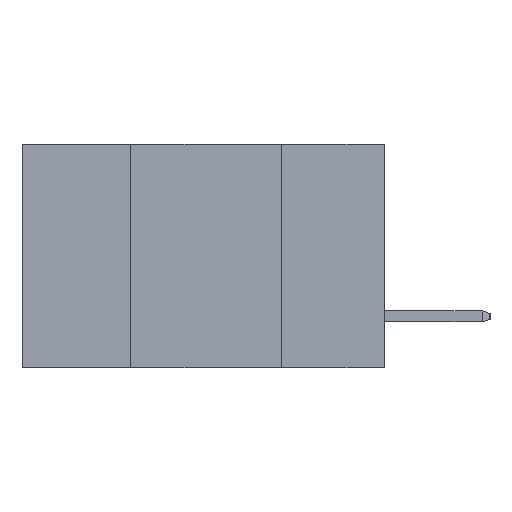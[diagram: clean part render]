
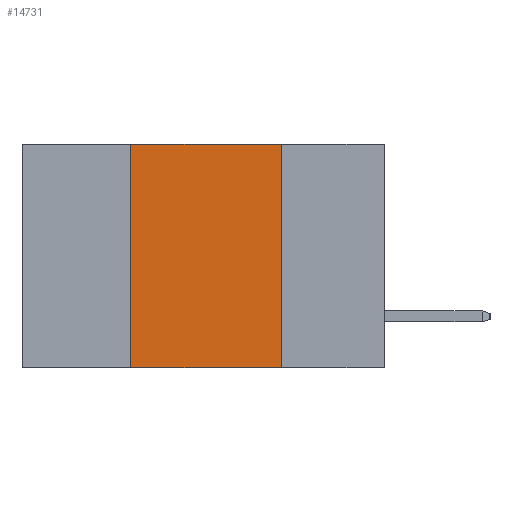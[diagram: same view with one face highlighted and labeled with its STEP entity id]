
A CAD part, left-side view. The second image highlights one B-rep face of the part: STEP entity #14731.
In plain terms, the highlighted planar face has unit normal (-1, 0, 0).
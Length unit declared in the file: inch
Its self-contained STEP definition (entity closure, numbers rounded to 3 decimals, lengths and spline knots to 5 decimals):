
#455 = LINE ( 'NONE', #14939, #6523 ) ;
#580 = VERTEX_POINT ( 'NONE', #16017 ) ;
#1017 = DIRECTION ( 'NONE',  ( 0., 0., -1. ) ) ;
#1367 = VERTEX_POINT ( 'NONE', #13358 ) ;
#1562 = DIRECTION ( 'NONE',  ( 0., 0., 1. ) ) ;
#1800 = FACE_OUTER_BOUND ( 'NONE', #5616, .T. ) ;
#2847 = DIRECTION ( 'NONE',  ( 0., 0., -1. ) ) ;
#4012 = DIRECTION ( 'NONE',  ( 0., -1., 0. ) ) ;
#5119 = VECTOR ( 'NONE', #4012, 39.37008 ) ;
#5343 = ORIENTED_EDGE ( 'NONE', *, *, #14959, .F. ) ;
#5423 = CARTESIAN_POINT ( 'NONE',  ( 0., 0.42, -0.37 ) ) ;
#5616 = EDGE_LOOP ( 'NONE', ( #5343, #5763, #9258, #10481 ) ) ;
#5763 = ORIENTED_EDGE ( 'NONE', *, *, #8158, .F. ) ;
#5764 = VECTOR ( 'NONE', #1562, 39.37008 ) ;
#5964 = DIRECTION ( 'NONE',  ( 0., -1., 0. ) ) ;
#6003 = AXIS2_PLACEMENT_3D ( 'NONE', #7443, #8754, #1017 ) ;
#6071 = CARTESIAN_POINT ( 'NONE',  ( 0., 0.17, -0.37 ) ) ;
#6103 = PLANE ( 'NONE',  #6003 ) ;
#6523 = VECTOR ( 'NONE', #5964, 39.37008 ) ;
#6656 = CARTESIAN_POINT ( 'NONE',  ( 0., 0.42, 0. ) ) ;
#7443 = CARTESIAN_POINT ( 'NONE',  ( 0., 0.6, 0. ) ) ;
#8158 = EDGE_CURVE ( 'NONE', #1367, #580, #11616, .T. ) ;
#8754 = DIRECTION ( 'NONE',  ( 1., 0., 0. ) ) ;
#9258 = ORIENTED_EDGE ( 'NONE', *, *, #13298, .F. ) ;
#9982 = LINE ( 'NONE', #6656, #5764 ) ;
#10481 = ORIENTED_EDGE ( 'NONE', *, *, #12432, .T. ) ;
#10562 = CARTESIAN_POINT ( 'NONE',  ( 0., 0.17, 0. ) ) ;
#10650 = VECTOR ( 'NONE', #2847, 39.37008 ) ;
#11590 = VERTEX_POINT ( 'NONE', #5423 ) ;
#11616 = LINE ( 'NONE', #11727, #5119 ) ;
#11727 = CARTESIAN_POINT ( 'NONE',  ( 0., 0.6, 0. ) ) ;
#12432 = EDGE_CURVE ( 'NONE', #11590, #15972, #455, .T. ) ;
#13298 = EDGE_CURVE ( 'NONE', #11590, #1367, #9982, .T. ) ;
#13358 = CARTESIAN_POINT ( 'NONE',  ( 0., 0.42, 0. ) ) ;
#14409 = LINE ( 'NONE', #10562, #10650 ) ;
#14731 = ADVANCED_FACE ( 'NONE', ( #1800 ), #6103, .F. ) ;
#14939 = CARTESIAN_POINT ( 'NONE',  ( 0., 0.6, -0.37 ) ) ;
#14959 = EDGE_CURVE ( 'NONE', #580, #15972, #14409, .T. ) ;
#15972 = VERTEX_POINT ( 'NONE', #6071 ) ;
#16017 = CARTESIAN_POINT ( 'NONE',  ( 0., 0.17, 0. ) ) ;
